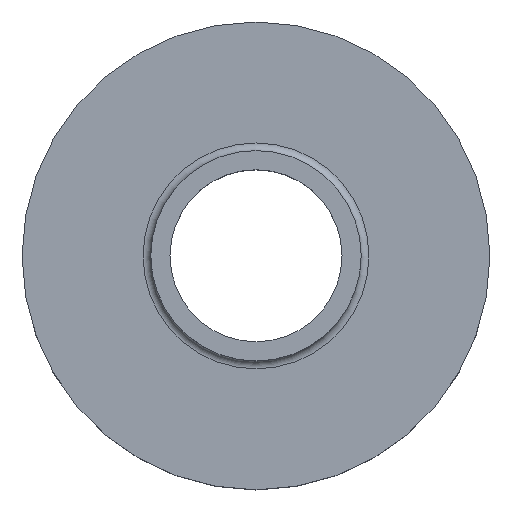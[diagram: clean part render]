
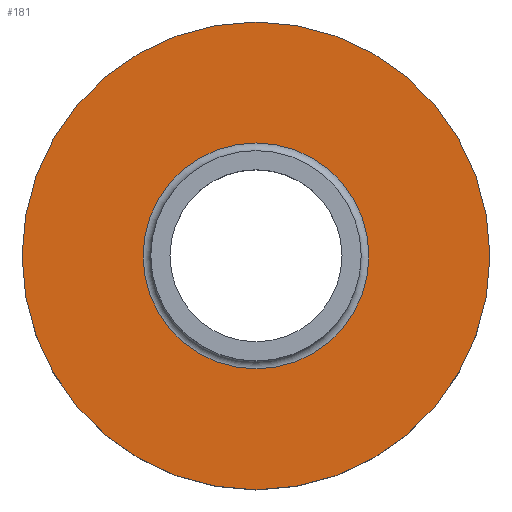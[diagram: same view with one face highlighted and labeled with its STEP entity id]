
A CAD part, top view. The second image highlights one B-rep face of the part: STEP entity #181.
In plain terms, the highlighted planar face has unit normal (0, 0, 1).
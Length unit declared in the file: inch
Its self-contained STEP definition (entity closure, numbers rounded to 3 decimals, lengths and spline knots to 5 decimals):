
#21 = PLANE ( 'NONE',  #81 ) ;
#41 = DIRECTION ( 'NONE',  ( 1., 0., 0. ) ) ;
#44 = DIRECTION ( 'NONE',  ( -1., 0., 0. ) ) ;
#48 = CARTESIAN_POINT ( 'NONE',  ( 0., 0., -1.25 ) ) ;
#54 = CARTESIAN_POINT ( 'NONE',  ( 0., 1.9, -1.25 ) ) ;
#71 = AXIS2_PLACEMENT_3D ( 'NONE', #89, #252, #41 ) ;
#73 = VERTEX_POINT ( 'NONE', #264 ) ;
#81 = AXIS2_PLACEMENT_3D ( 'NONE', #54, #109, #44 ) ;
#88 = VERTEX_POINT ( 'NONE', #259 ) ;
#89 = CARTESIAN_POINT ( 'NONE',  ( 0., 0., -1.25 ) ) ;
#95 = EDGE_CURVE ( 'NONE', #88, #88, #270, .T. ) ;
#109 = DIRECTION ( 'NONE',  ( 0., 0., -1. ) ) ;
#127 = ORIENTED_EDGE ( 'NONE', *, *, #95, .F. ) ;
#131 = AXIS2_PLACEMENT_3D ( 'NONE', #48, #294, #146 ) ;
#146 = DIRECTION ( 'NONE',  ( 1., 0., 0. ) ) ;
#152 = EDGE_LOOP ( 'NONE', ( #167 ) ) ;
#167 = ORIENTED_EDGE ( 'NONE', *, *, #230, .T. ) ;
#181 = ADVANCED_FACE ( 'NONE', ( #221, #262 ), #21, .F. ) ;
#206 = CIRCLE ( 'NONE', #131, 3.935 ) ;
#221 = FACE_BOUND ( 'NONE', #276, .T. ) ;
#230 = EDGE_CURVE ( 'NONE', #73, #73, #206, .T. ) ;
#252 = DIRECTION ( 'NONE',  ( 0., 0., 1. ) ) ;
#259 = CARTESIAN_POINT ( 'NONE',  ( 1.9, 0., -1.25 ) ) ;
#262 = FACE_OUTER_BOUND ( 'NONE', #152, .T. ) ;
#264 = CARTESIAN_POINT ( 'NONE',  ( 3.935, 0., -1.25 ) ) ;
#270 = CIRCLE ( 'NONE', #71, 1.9 ) ;
#276 = EDGE_LOOP ( 'NONE', ( #127 ) ) ;
#294 = DIRECTION ( 'NONE',  ( 0., 0., 1. ) ) ;
